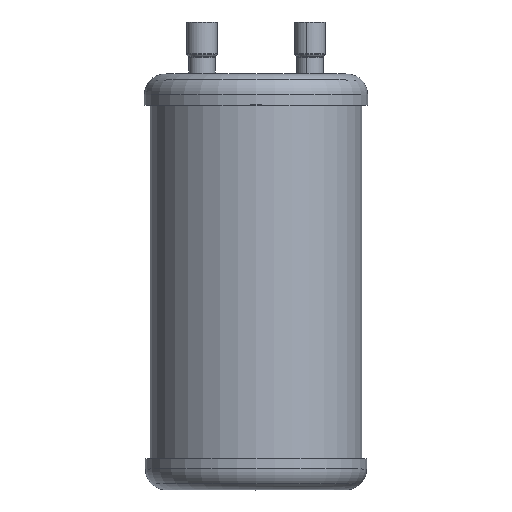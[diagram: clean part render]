
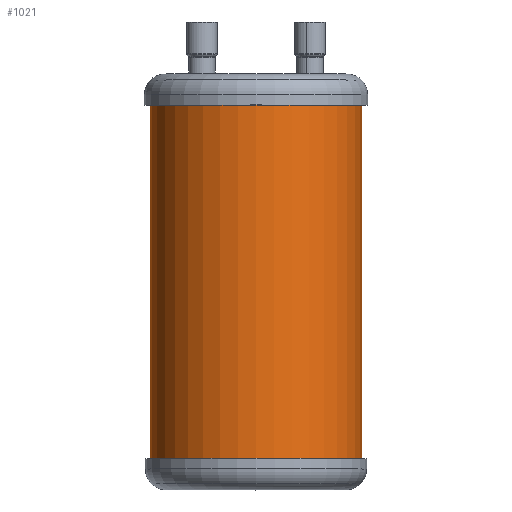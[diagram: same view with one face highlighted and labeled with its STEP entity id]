
A CAD part, top view. The second image highlights one B-rep face of the part: STEP entity #1021.
In plain terms, the highlighted cylindrical face has radius 50.8 mm (diameter 101.6 mm), a partial arc.
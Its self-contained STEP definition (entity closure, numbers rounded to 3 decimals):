
#259=CARTESIAN_POINT('',(0.,85.,0.));
#260=DIRECTION('',(0.,1.,0.));
#261=DIRECTION('',(-1.,0.,0.));
#262=AXIS2_PLACEMENT_3D('',#259,#260,#261);
#277=DIRECTION('',(0.,-1.,0.));
#278=VECTOR('',#277,170.);
#279=CARTESIAN_POINT('',(50.8,85.,0.));
#280=LINE('',#279,#278);
#281=DIRECTION('',(0.,1.,0.));
#282=VECTOR('',#281,170.);
#283=CARTESIAN_POINT('',(-50.8,-85.,0.));
#284=LINE('',#283,#282);
#300=CARTESIAN_POINT('',(0.,-85.,0.));
#301=DIRECTION('',(0.,1.,0.));
#302=DIRECTION('',(-1.,0.,0.));
#303=AXIS2_PLACEMENT_3D('',#300,#301,#302);
#611=CARTESIAN_POINT('',(50.8,85.,0.));
#612=CARTESIAN_POINT('',(-50.8,85.,0.));
#613=VERTEX_POINT('',#611);
#614=VERTEX_POINT('',#612);
#619=CARTESIAN_POINT('',(50.8,-85.,0.));
#620=CARTESIAN_POINT('',(-50.8,-85.,0.));
#621=VERTEX_POINT('',#619);
#622=VERTEX_POINT('',#620);
#1009=CARTESIAN_POINT('',(0.,-93.6,0.));
#1010=DIRECTION('',(0.,1.,0.));
#1011=DIRECTION('',(1.,0.,0.));
#1012=AXIS2_PLACEMENT_3D('',#1009,#1010,#1011);
#1013=CYLINDRICAL_SURFACE('',#1012,50.8);
#1014=ORIENTED_EDGE('',*,*,#964,.T.);
#1015=ORIENTED_EDGE('',*,*,#1004,.T.);
#1017=ORIENTED_EDGE('',*,*,#1016,.F.);
#1018=ORIENTED_EDGE('',*,*,#1000,.T.);
#1019=EDGE_LOOP('',(#1014,#1015,#1017,#1018));
#1020=FACE_OUTER_BOUND('',#1019,.F.);
#1021=ADVANCED_FACE('',(#1020),#1013,.T.);
#263=CIRCLE('',#262,50.8);
#304=CIRCLE('',#303,50.8);
#964=EDGE_CURVE('',#614,#613,#263,.T.);
#1000=EDGE_CURVE('',#622,#614,#284,.T.);
#1004=EDGE_CURVE('',#613,#621,#280,.T.);
#1016=EDGE_CURVE('',#622,#621,#304,.T.);
